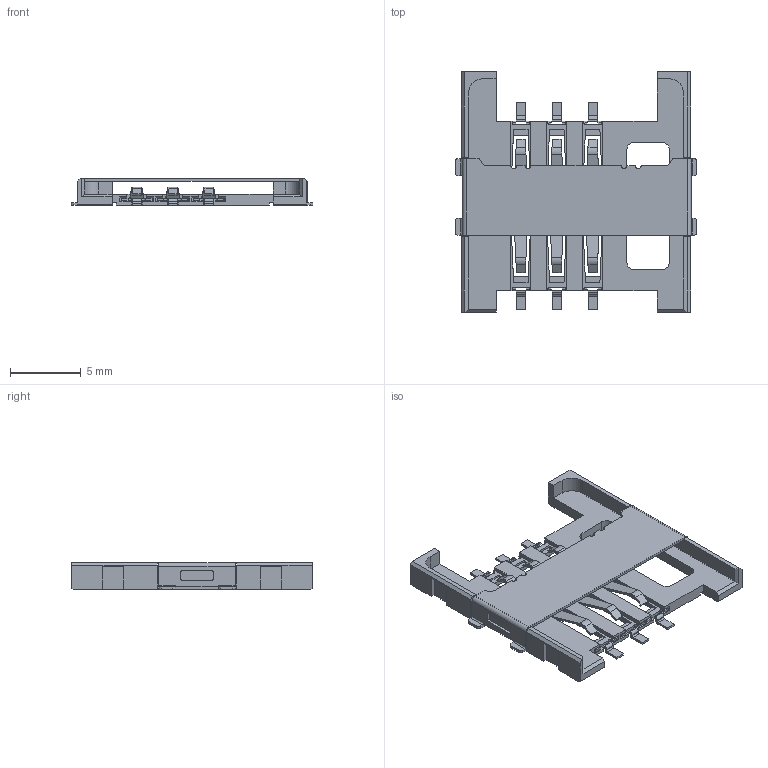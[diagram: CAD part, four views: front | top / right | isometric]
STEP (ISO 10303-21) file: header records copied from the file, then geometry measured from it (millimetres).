
FILE_DESCRIPTION(('FreeCAD Model'),'2;1');
FILE_NAME('COMPOUND_sp.step','2017-09-01T17:00:13',( 'kicad StepUp'),('ksu MCAD'),'Open CASCADE STEP processor 6.8', 'FreeCAD','Unknown');
FILE_SCHEMA(('AUTOMOTIVE_DESIGN_CC2 { 1 2 10303 214 -1 1 5 4 }'));
Length unit declared in the file: millimetre
Products named in the file (1): COMPOUND_sp
Bounding box: 17.1 x 17 x 1.9 mm (x, y, z)
Volume: 151.6 mm3; surface area: 808.9 mm2
Topology: 7 solids, 7 shells, 650 faces, 1808 edges, 1204 vertices
Faces by surface type: plane 551, cylinder 99
Entity records: 20565 total; most frequent: CARTESIAN_POINT 3759, ORIENTED_EDGE 3536, DIRECTION 3284, EDGE_CURVE 1768, LINE 1586, VECTOR 1586, VERTEX_POINT 1124, AXIS2_PLACEMENT_3D 849
